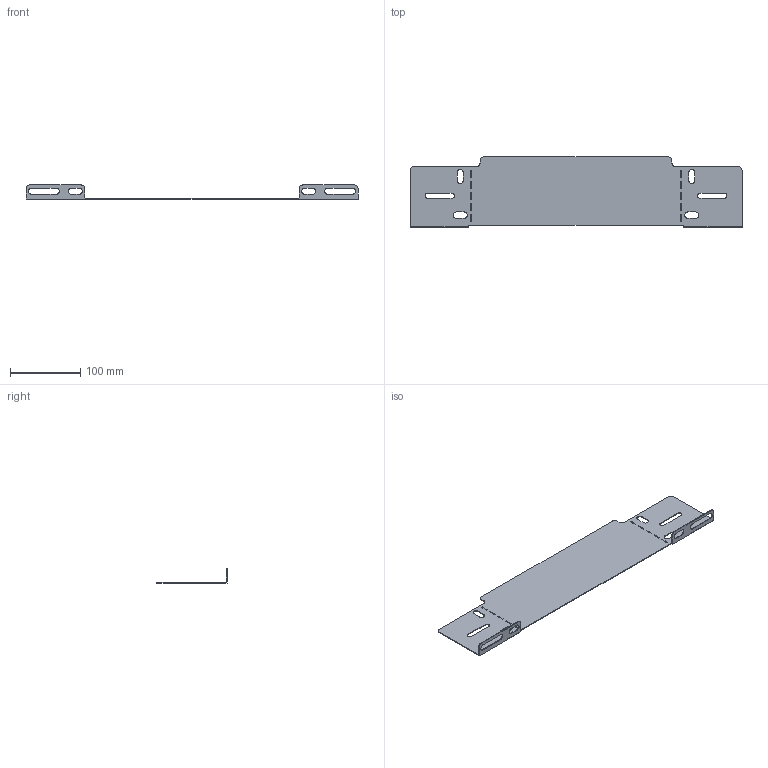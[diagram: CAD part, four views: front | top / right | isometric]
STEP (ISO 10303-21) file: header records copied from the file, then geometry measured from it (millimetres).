
FILE_DESCRIPTION (( 'STEP AP214' ), '1' );
FILE_NAME ('CLM40D-ZTL-H100-300.STEP', '2021-03-08T16:08:07', ( '' ), ( '' ), 'SwSTEP 2.0', 'SolidWorks 2017', '' );
FILE_SCHEMA (( 'AUTOMOTIVE_DESIGN' ));
Length unit declared in the file: millimetre
Products named in the file (1): CLM40D-ZTL-H100-300
Bounding box: 474 x 100 x 20 mm (x, y, z)
Volume: 53523.7 mm3; surface area: 91748.2 mm2
Topology: 1 solids, 1 shells, 118 faces, 348 edges, 232 vertices
Faces by surface type: plane 84, cylinder 34
Entity records: 4034 total; most frequent: CARTESIAN_POINT 699, ORIENTED_EDGE 696, DIRECTION 654, EDGE_CURVE 348, LINE 280, VECTOR 280, VERTEX_POINT 232, AXIS2_PLACEMENT_3D 187
